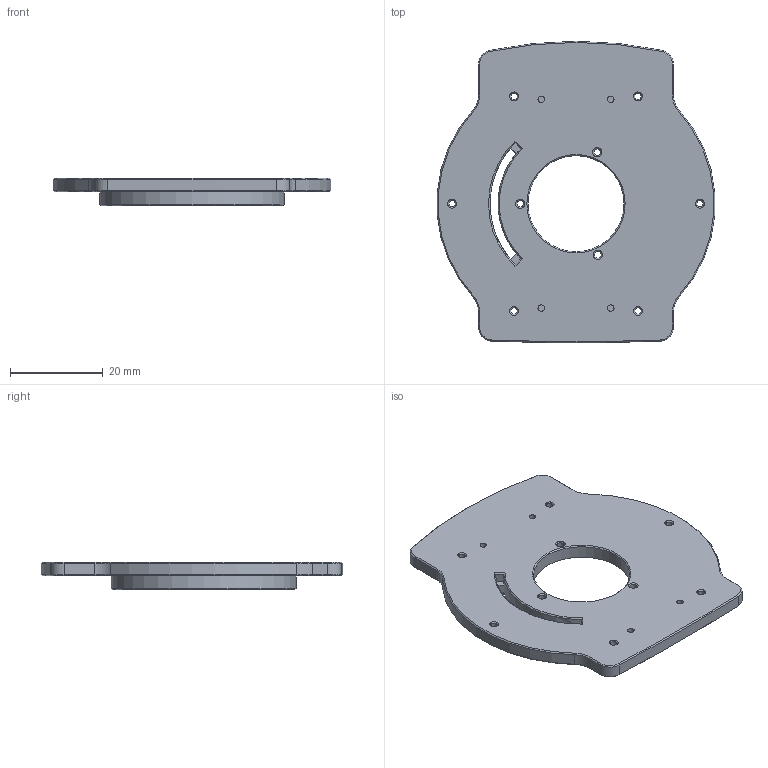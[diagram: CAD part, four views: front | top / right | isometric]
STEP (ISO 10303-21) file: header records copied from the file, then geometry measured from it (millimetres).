
FILE_DESCRIPTION(/* description */ ('Unknown'),/* implementation_level */ '2;1');
FILE_NAME(/* name */ 'lomo_LCA_lensBase_mount',/* time_stamp */ '2024-03-15T12:12:15-04:00',/* author */ ('Unknown'),/* organization */ ('Unknown'),/* preprocessor_version */ 'ST-DEVELOPER v18.1',/* originating_system */ 'Solid Edge',/* authorisation */ 'Unknown');
FILE_SCHEMA (('AUTOMOTIVE_DESIGN {1 0 10303 214 3 1 1}'));
Length unit declared in the file: millimetre
Products named in the file (2): lomo_LCA; lomo_LCA_lensBase_mount
Assembly tree (1 placements, depth 2):
  lomo_LCA
    lomo_LCA_lensBase_mount
Bounding box: 59.8 x 64.96 x 6 mm (x, y, z)
Volume: 9246.8 mm3; surface area: 7592.9 mm2
Topology: 1 solids, 1 shells, 133 faces, 324 edges, 198 vertices
Faces by surface type: plane 48, cone 47, cylinder 38
Full cylindrical faces by diameter (mm): 1.4 x10, 1.5 x3, 20.7 x1, 39.8 x1
Entity records: 3759 total; most frequent: DIRECTION 674, CARTESIAN_POINT 647, ORIENTED_EDGE 570, EDGE_CURVE 285, AXIS2_PLACEMENT_3D 266, EDGE_LOOP 192, FACE_BOUND 192, VERTEX_POINT 191
